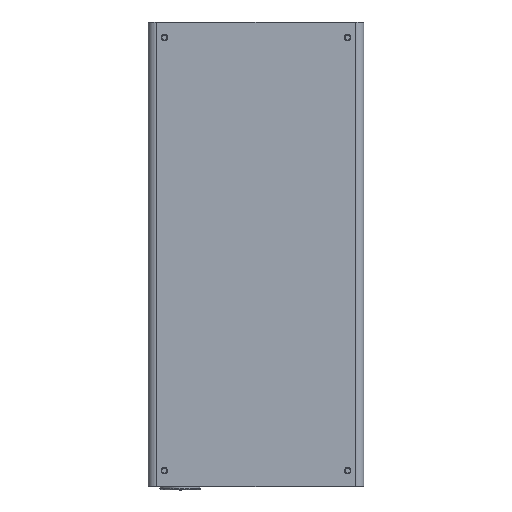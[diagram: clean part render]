
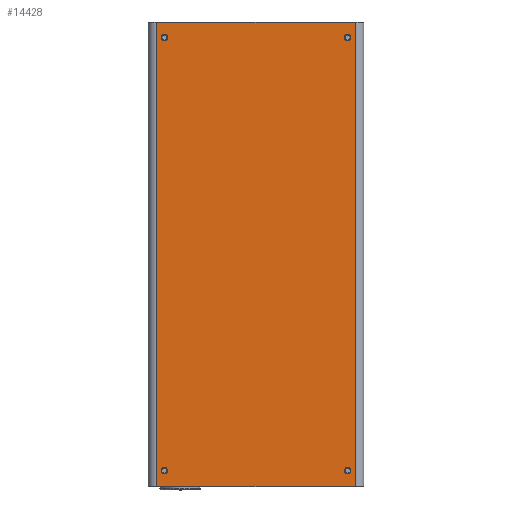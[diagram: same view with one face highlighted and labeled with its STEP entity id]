
A CAD part, top view. The second image highlights one B-rep face of the part: STEP entity #14428.
In plain terms, the highlighted planar face has unit normal (0, 0, 1).
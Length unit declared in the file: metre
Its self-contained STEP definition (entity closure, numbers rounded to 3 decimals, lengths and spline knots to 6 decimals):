
#217=CIRCLE('',#15364,0.002);
#219=CIRCLE('',#15367,0.002);
#221=CIRCLE('',#15370,0.002);
#223=CIRCLE('',#15373,0.002);
#2196=ORIENTED_EDGE('',*,*,#5836,.F.);
#2197=ORIENTED_EDGE('',*,*,#5838,.F.);
#2198=ORIENTED_EDGE('',*,*,#5840,.F.);
#2199=ORIENTED_EDGE('',*,*,#5842,.F.);
#2200=ORIENTED_EDGE('',*,*,#5849,.F.);
#2201=ORIENTED_EDGE('',*,*,#5832,.F.);
#2202=ORIENTED_EDGE('',*,*,#5850,.T.);
#2203=ORIENTED_EDGE('',*,*,#5843,.T.);
#5832=EDGE_CURVE('',#7749,#7751,#9146,.T.);
#5836=EDGE_CURVE('',#7754,#7754,#217,.T.);
#5838=EDGE_CURVE('',#7756,#7756,#219,.T.);
#5840=EDGE_CURVE('',#7758,#7758,#221,.T.);
#5842=EDGE_CURVE('',#7760,#7760,#223,.T.);
#5843=EDGE_CURVE('',#7761,#7762,#9149,.T.);
#5849=EDGE_CURVE('',#7751,#7762,#9155,.T.);
#5850=EDGE_CURVE('',#7749,#7761,#9156,.T.);
#7749=VERTEX_POINT('',#23075);
#7751=VERTEX_POINT('',#23078);
#7754=VERTEX_POINT('',#23086);
#7756=VERTEX_POINT('',#23091);
#7758=VERTEX_POINT('',#23096);
#7760=VERTEX_POINT('',#23101);
#7761=VERTEX_POINT('',#23104);
#7762=VERTEX_POINT('',#23105);
#9146=LINE('',#23077,#10534);
#9149=LINE('',#23103,#10537);
#9155=LINE('',#23115,#10543);
#9156=LINE('',#23116,#10544);
#10534=VECTOR('',#17530,1.);
#10537=VECTOR('',#17559,1.);
#10543=VECTOR('',#17569,1.);
#10544=VECTOR('',#17570,1.);
#11909=EDGE_LOOP('',(#2196));
#11910=EDGE_LOOP('',(#2197));
#11911=EDGE_LOOP('',(#2198));
#11912=EDGE_LOOP('',(#2199));
#11913=EDGE_LOOP('',(#2200,#2201,#2202,#2203));
#13040=FACE_BOUND('',#11909,.T.);
#13041=FACE_BOUND('',#11910,.T.);
#13042=FACE_BOUND('',#11911,.T.);
#13043=FACE_BOUND('',#11912,.T.);
#13044=FACE_BOUND('',#11913,.T.);
#13943=PLANE('',#15376);
#14428=ADVANCED_FACE('',(#13040,#13041,#13042,#13043,#13044),#13943,.T.);
#15364=AXIS2_PLACEMENT_3D('',#23085,#17537,#17538);
#15367=AXIS2_PLACEMENT_3D('',#23090,#17543,#17544);
#15370=AXIS2_PLACEMENT_3D('',#23095,#17549,#17550);
#15373=AXIS2_PLACEMENT_3D('',#23100,#17555,#17556);
#15376=AXIS2_PLACEMENT_3D('',#23114,#17567,#17568);
#17530=DIRECTION('',(-1.,0.,0.));
#17537=DIRECTION('',(0.,0.,1.));
#17538=DIRECTION('',(0.,-1.,0.));
#17543=DIRECTION('',(0.,0.,1.));
#17544=DIRECTION('',(0.,-1.,0.));
#17549=DIRECTION('',(0.,0.,1.));
#17550=DIRECTION('',(0.,-1.,0.));
#17555=DIRECTION('',(0.,0.,1.));
#17556=DIRECTION('',(0.,-1.,0.));
#17559=DIRECTION('',(-1.,0.,0.));
#17567=DIRECTION('',(0.,0.,1.));
#17568=DIRECTION('',(1.,0.,0.));
#17569=DIRECTION('',(0.,1.,0.));
#17570=DIRECTION('',(0.,1.,0.));
#23075=CARTESIAN_POINT('',(0.024689,-0.15288,0.1015));
#23077=CARTESIAN_POINT('',(-0.036311,-0.15288,0.1015));
#23078=CARTESIAN_POINT('',(-0.097311,-0.15288,0.1015));
#23085=CARTESIAN_POINT('',(-0.092711,0.12352,0.1015));
#23086=CARTESIAN_POINT('',(-0.092711,0.12152,0.1015));
#23090=CARTESIAN_POINT('',(0.020089,0.12352,0.1015));
#23091=CARTESIAN_POINT('',(0.020089,0.12152,0.1015));
#23095=CARTESIAN_POINT('',(0.020089,-0.14328,0.1015));
#23096=CARTESIAN_POINT('',(0.020089,-0.14528,0.1015));
#23100=CARTESIAN_POINT('',(-0.092711,-0.14328,0.1015));
#23101=CARTESIAN_POINT('',(-0.092711,-0.14528,0.1015));
#23103=CARTESIAN_POINT('',(-0.036311,0.13312,0.1015));
#23104=CARTESIAN_POINT('',(0.024689,0.13312,0.1015));
#23105=CARTESIAN_POINT('',(-0.097311,0.13312,0.1015));
#23114=CARTESIAN_POINT('',(-0.036311,-0.00988,0.1015));
#23115=CARTESIAN_POINT('',(-0.097311,-0.00988,0.1015));
#23116=CARTESIAN_POINT('',(0.024689,-0.00988,0.1015));
